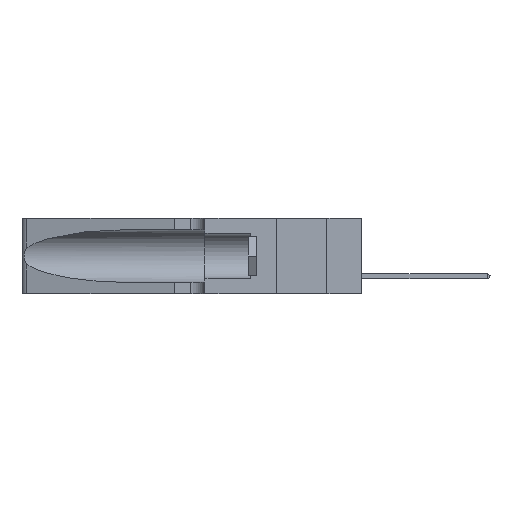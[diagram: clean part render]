
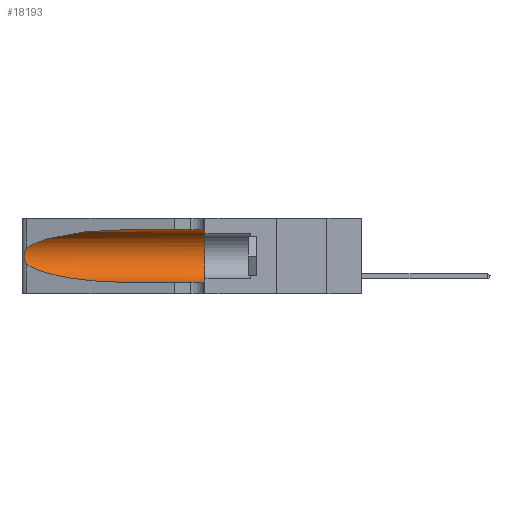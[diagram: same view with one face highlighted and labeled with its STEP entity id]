
A CAD part, left-side view. The second image highlights one B-rep face of the part: STEP entity #18193.
In plain terms, the highlighted cylindrical face has radius 3.308 mm (diameter 6.617 mm), a partial arc.
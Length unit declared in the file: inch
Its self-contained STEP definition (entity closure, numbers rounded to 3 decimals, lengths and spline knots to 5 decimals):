
#903 = CARTESIAN_POINT ( 'NONE',  ( 0.25487, 1.22718, 0.14631 ) ) ;
#1240 = ORIENTED_EDGE ( 'NONE', *, *, #22423, .T. ) ;
#1785 = CARTESIAN_POINT ( 'NONE',  ( 0.26018, 1.23835, 0.19895 ) ) ;
#1966 = CARTESIAN_POINT ( 'NONE',  ( 0.26075, 1.23896, 0.178 ) ) ;
#2059 = CARTESIAN_POINT ( 'NONE',  ( 0.1305, 0.72297, 0.05475 ) ) ;
#2904 = CARTESIAN_POINT ( 'NONE',  ( 0.1305, 1.61858, 0.31525 ) ) ;
#4113 = CARTESIAN_POINT ( 'NONE',  ( 0.25856, 1.23593, 0.16098 ) ) ;
#4356 = CARTESIAN_POINT ( 'NONE',  ( 0.1305, 0.72297, 0.31525 ) ) ;
#4666 = DIRECTION ( 'NONE',  ( 0., -1., 0. ) ) ;
#5297 = ORIENTED_EDGE ( 'NONE', *, *, #13575, .F. ) ;
#5661 = CARTESIAN_POINT ( 'NONE',  ( 0.18966, 0.96281, 0.05475 ) ) ;
#6043 = FACE_OUTER_BOUND ( 'NONE', #18156, .T. ) ;
#6110 = CARTESIAN_POINT ( 'NONE',  ( 0.1305, 0.72297, 0.31525 ) ) ;
#6193 = CARTESIAN_POINT ( 'NONE',  ( 0.25555, 1.22994, 0.2215 ) ) ;
#6494 = VERTEX_POINT ( 'NONE', #4356 ) ;
#6545 = VERTEX_POINT ( 'NONE', #15852 ) ;
#6603 = ORIENTED_EDGE ( 'NONE', *, *, #26444, .T. ) ;
#6873 = DIRECTION ( 'NONE',  ( 0., -1., 0. ) ) ;
#7714 = CARTESIAN_POINT ( 'NONE',  ( 0.2373, 1.15595, 0.08982 ) ) ;
#7992 = CARTESIAN_POINT ( 'NONE',  ( 0.25487, 1.22718, 0.14631 ) ) ;
#8245 = CARTESIAN_POINT ( 'NONE',  ( 0.1305, 0.35, 0.185 ) ) ;
#8420 = CARTESIAN_POINT ( 'NONE',  ( 0.25639, 1.23186, 0.15144 ) ) ;
#8528 = DIRECTION ( 'NONE',  ( 0., 0., 1. ) ) ;
#8570 = EDGE_CURVE ( 'NONE', #6545, #27628, #25849, .T. ) ;
#8627 = CARTESIAN_POINT ( 'NONE',  ( 0.2373, 1.15595, 0.28018 ) ) ;
#9235 =( BOUNDED_CURVE ( )  B_SPLINE_CURVE ( 3, ( #6110, #10515, #8627, #21331 ),
 .UNSPECIFIED., .F., .F. ) 
 B_SPLINE_CURVE_WITH_KNOTS ( ( 4, 4 ),
 ( 1.5708, 2.84003 ),
 .UNSPECIFIED. ) 
 CURVE ( )  GEOMETRIC_REPRESENTATION_ITEM ( )  RATIONAL_B_SPLINE_CURVE ( ( 1., 0.87, 0.87, 1. ) ) 
 REPRESENTATION_ITEM ( '' )  );
#9552 = AXIS2_PLACEMENT_3D ( 'NONE', #13193, #4666, #13741 ) ;
#10035 = EDGE_CURVE ( 'NONE', #27194, #24034, #17383, .T. ) ;
#10090 =( BOUNDED_CURVE ( )  B_SPLINE_CURVE ( 3, ( #7992, #7714, #5661, #24970 ),
 .UNSPECIFIED., .F., .T. ) 
 B_SPLINE_CURVE_WITH_KNOTS ( ( 4, 4 ),
 ( 3.44316, 4.71239 ),
 .UNSPECIFIED. ) 
 CURVE ( )  GEOMETRIC_REPRESENTATION_ITEM ( )  RATIONAL_B_SPLINE_CURVE ( ( 1., 0.87, 0.87, 1. ) ) 
 REPRESENTATION_ITEM ( '' )  );
#10263 = LINE ( 'NONE', #10336, #22941 ) ;
#10336 = CARTESIAN_POINT ( 'NONE',  ( 0.1305, 1.61858, 0.05475 ) ) ;
#10515 = CARTESIAN_POINT ( 'NONE',  ( 0.18966, 0.96281, 0.31525 ) ) ;
#13193 = CARTESIAN_POINT ( 'NONE',  ( 0.1305, 1.61858, 0.185 ) ) ;
#13575 = EDGE_CURVE ( 'NONE', #6494, #27194, #20988, .T. ) ;
#13741 = DIRECTION ( 'NONE',  ( 0., 0., -1. ) ) ;
#14126 = ORIENTED_EDGE ( 'NONE', *, *, #14458, .T. ) ;
#14458 = EDGE_CURVE ( 'NONE', #6494, #6545, #9235, .T. ) ;
#14603 = CARTESIAN_POINT ( 'NONE',  ( 0.25787, 1.23484, 0.2124 ) ) ;
#14607 = DIRECTION ( 'NONE',  ( 0., 1., 0. ) ) ;
#14788 = CARTESIAN_POINT ( 'NONE',  ( 0.25639, 1.23184, 0.21858 ) ) ;
#15731 = ORIENTED_EDGE ( 'NONE', *, *, #8570, .T. ) ;
#15852 = CARTESIAN_POINT ( 'NONE',  ( 0.25487, 1.22718, 0.22369 ) ) ;
#15983 = DIRECTION ( 'NONE',  ( 0., -1., 0. ) ) ;
#17373 = AXIS2_PLACEMENT_3D ( 'NONE', #8245, #14607, #8528 ) ;
#17383 = CIRCLE ( 'NONE', #17373, 0.13025 ) ;
#18156 = EDGE_LOOP ( 'NONE', ( #14126, #15731, #6603, #1240, #24199, #5297 ) ) ;
#18193 = ADVANCED_FACE ( 'NONE', ( #6043 ), #21078, .F. ) ;
#18589 = CARTESIAN_POINT ( 'NONE',  ( 0.1305, 0.35, 0.31525 ) ) ;
#18700 = CARTESIAN_POINT ( 'NONE',  ( 0.25555, 1.22993, 0.14849 ) ) ;
#18887 = CARTESIAN_POINT ( 'NONE',  ( 0.25487, 1.22718, 0.14631 ) ) ;
#19074 = CARTESIAN_POINT ( 'NONE',  ( 0.25789, 1.23486, 0.15765 ) ) ;
#20849 = CARTESIAN_POINT ( 'NONE',  ( 0.25854, 1.2359, 0.20912 ) ) ;
#20988 = LINE ( 'NONE', #2904, #27355 ) ;
#21078 = CYLINDRICAL_SURFACE ( 'NONE', #9552, 0.13025 ) ;
#21109 = VERTEX_POINT ( 'NONE', #2059 ) ;
#21331 = CARTESIAN_POINT ( 'NONE',  ( 0.25487, 1.22718, 0.22369 ) ) ;
#22047 = CARTESIAN_POINT ( 'NONE',  ( 0.1305, 0.35, 0.05475 ) ) ;
#22423 = EDGE_CURVE ( 'NONE', #21109, #24034, #10263, .T. ) ;
#22941 = VECTOR ( 'NONE', #6873, 39.37008 ) ;
#23185 = CARTESIAN_POINT ( 'NONE',  ( 0.26075, 1.23896, 0.19203 ) ) ;
#24034 = VERTEX_POINT ( 'NONE', #22047 ) ;
#24199 = ORIENTED_EDGE ( 'NONE', *, *, #10035, .F. ) ;
#24970 = CARTESIAN_POINT ( 'NONE',  ( 0.1305, 0.72297, 0.05475 ) ) ;
#25533 = CARTESIAN_POINT ( 'NONE',  ( 0.26017, 1.23833, 0.17102 ) ) ;
#25849 = B_SPLINE_CURVE_WITH_KNOTS ( 'NONE', 3,
 ( #27403, #6193, #14788, #14603, #20849, #1785, #23185, #1966, #25533, #4113, #19074, #8420, #18700, #18887 ),
 .UNSPECIFIED., .F., .F.,
 ( 4, 2, 2, 2, 2, 2, 4 ),
 ( 0., 0.00027, 0.00053, 0.00107, 0.0016, 0.00187, 0.00214 ),
 .UNSPECIFIED. ) ;
#26444 = EDGE_CURVE ( 'NONE', #27628, #21109, #10090, .T. ) ;
#27194 = VERTEX_POINT ( 'NONE', #18589 ) ;
#27355 = VECTOR ( 'NONE', #15983, 39.37008 ) ;
#27403 = CARTESIAN_POINT ( 'NONE',  ( 0.25487, 1.22718, 0.22369 ) ) ;
#27628 = VERTEX_POINT ( 'NONE', #903 ) ;
